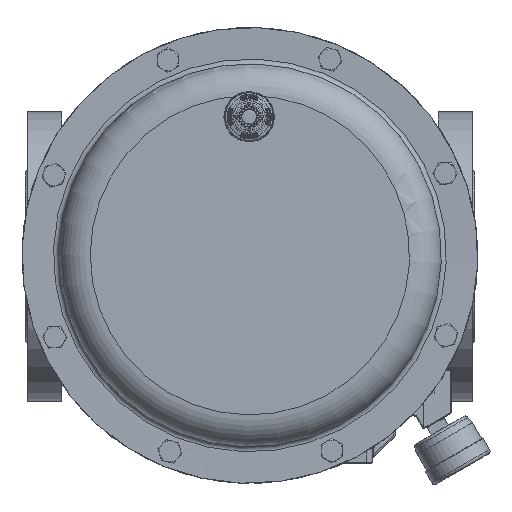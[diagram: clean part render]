
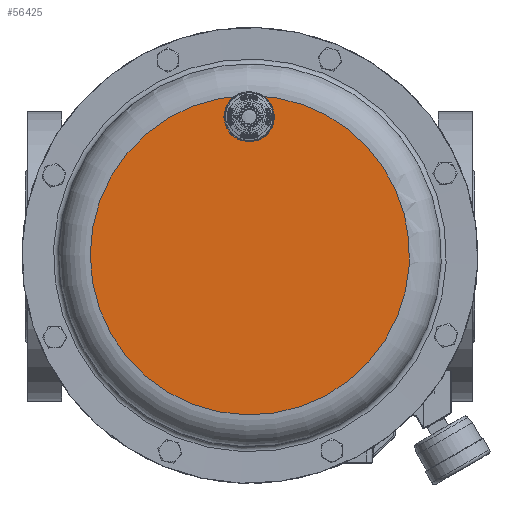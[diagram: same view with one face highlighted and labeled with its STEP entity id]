
A CAD part, top view. The second image highlights one B-rep face of the part: STEP entity #56425.
In plain terms, the highlighted planar face has unit normal (0, 0, 1).
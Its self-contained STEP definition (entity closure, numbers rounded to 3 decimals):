
#3530=PLANE('',#60751);
#6908=FACE_OUTER_BOUND('',#10446,.T.);
#10446=EDGE_LOOP('',(#42298,#42299,#42300,#42301));
#13720=CIRCLE('',#59937,13.05);
#13756=CIRCLE('',#59980,98.);
#13758=CIRCLE('',#59982,98.);
#13958=CIRCLE('',#60263,13.05);
#23819=VERTEX_POINT('',#94459);
#23820=VERTEX_POINT('',#94467);
#23907=VERTEX_POINT('',#95992);
#23908=VERTEX_POINT('',#95994);
#29849=EDGE_CURVE('',#23819,#23820,#13720,.T.);
#29947=EDGE_CURVE('',#23907,#23908,#13756,.T.);
#29949=EDGE_CURVE('',#23819,#23907,#13758,.T.);
#30233=EDGE_CURVE('',#23820,#23908,#13958,.T.);
#42298=ORIENTED_EDGE('',*,*,#29949,.F.);
#42299=ORIENTED_EDGE('',*,*,#29849,.T.);
#42300=ORIENTED_EDGE('',*,*,#30233,.T.);
#42301=ORIENTED_EDGE('',*,*,#29947,.F.);
#56425=ADVANCED_FACE('',(#6908),#3530,.F.);
#59937=AXIS2_PLACEMENT_3D('',#94474,#67283,#67284);
#59980=AXIS2_PLACEMENT_3D('',#95995,#67379,#67380);
#59982=AXIS2_PLACEMENT_3D('',#95997,#67383,#67384);
#60263=AXIS2_PLACEMENT_3D('',#96612,#68013,#68014);
#60751=AXIS2_PLACEMENT_3D('',#98842,#69231,#69232);
#67283=DIRECTION('center_axis',(0.,0.,
-1.));
#67284=DIRECTION('ref_axis',(-0.926,0.378,0.));
#67379=DIRECTION('center_axis',(0.,0.,
-1.));
#67380=DIRECTION('ref_axis',(-0.926,0.378,0.));
#67383=DIRECTION('center_axis',(0.,0.,
-1.));
#67384=DIRECTION('ref_axis',(-0.926,0.378,0.));
#68013=DIRECTION('center_axis',(0.,0.,
-1.));
#68014=DIRECTION('ref_axis',(-0.926,0.378,0.));
#69231=DIRECTION('center_axis',(0.,0.,
-1.));
#69232=DIRECTION('ref_axis',(-0.926,0.378,0.));
#94459=CARTESIAN_POINT('',(0.752,97.997,393.));
#94467=CARTESIAN_POINT('',(-0.347,71.949,393.));
#94474=CARTESIAN_POINT('Origin',(-0.411,84.999,393.));
#95992=CARTESIAN_POINT('',(90.72,-37.065,393.));
#95994=CARTESIAN_POINT('',(-1.699,97.985,393.));
#95995=CARTESIAN_POINT('Origin',(0.,0.,
393.));
#95997=CARTESIAN_POINT('Origin',(0.,0.,
393.));
#96612=CARTESIAN_POINT('Origin',(-0.411,84.999,393.));
#98842=CARTESIAN_POINT('Origin',(0.,0.,
393.));
